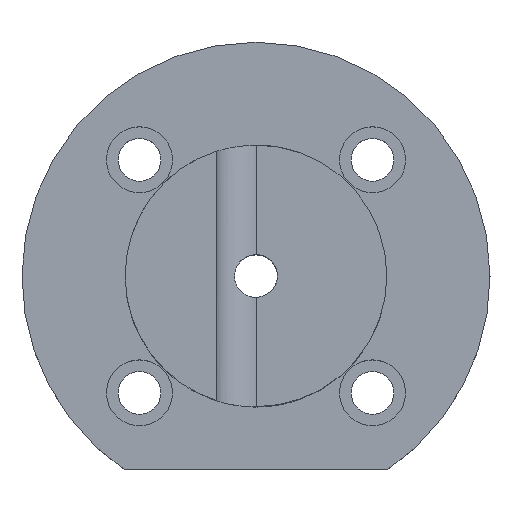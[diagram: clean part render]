
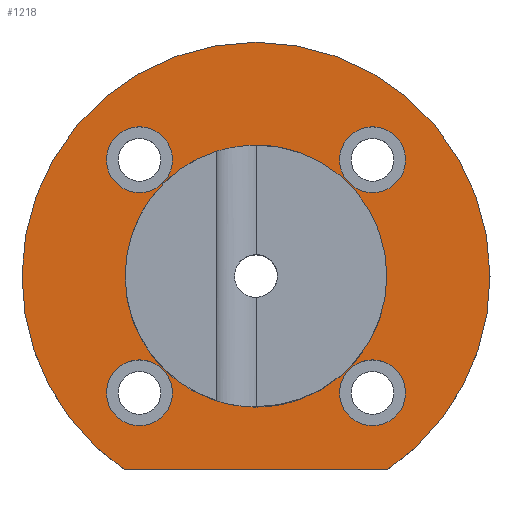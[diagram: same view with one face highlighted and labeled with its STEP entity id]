
A CAD part, top view. The second image highlights one B-rep face of the part: STEP entity #1218.
In plain terms, the highlighted planar face has unit normal (0, 0, 1).
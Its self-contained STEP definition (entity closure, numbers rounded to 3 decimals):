
#24 = CARTESIAN_POINT ( 'NONE',  ( 0., 0., 5. ) ) ;
#42 = ORIENTED_EDGE ( 'NONE', *, *, #671, .F. ) ;
#47 = AXIS2_PLACEMENT_3D ( 'NONE', #765, #1196, #1008 ) ;
#48 = CARTESIAN_POINT ( 'NONE',  ( -12.678, 17.678, 5. ) ) ;
#59 = CARTESIAN_POINT ( 'NONE',  ( 22.678, 17.678, 5. ) ) ;
#72 = DIRECTION ( 'NONE',  ( 0., 0., 1. ) ) ;
#73 = DIRECTION ( 'NONE',  ( 1., 0., 0. ) ) ;
#77 = VERTEX_POINT ( 'NONE', #336 ) ;
#87 = FACE_BOUND ( 'NONE', #222, .T. ) ;
#97 = FACE_OUTER_BOUND ( 'NONE', #1086, .T. ) ;
#104 = VERTEX_POINT ( 'NONE', #346 ) ;
#121 = CIRCLE ( 'NONE', #47, 5. ) ;
#127 = EDGE_CURVE ( 'NONE', #77, #747, #1318, .T. ) ;
#128 = CARTESIAN_POINT ( 'NONE',  ( 17.678, 17.678, 5. ) ) ;
#132 = DIRECTION ( 'NONE',  ( 0., 0., 1. ) ) ;
#136 = EDGE_LOOP ( 'NONE', ( #863, #432 ) ) ;
#154 = VERTEX_POINT ( 'NONE', #1036 ) ;
#155 = AXIS2_PLACEMENT_3D ( 'NONE', #199, #525, #970 ) ;
#175 = EDGE_LOOP ( 'NONE', ( #743, #909 ) ) ;
#177 = CARTESIAN_POINT ( 'NONE',  ( 0., 0., 5. ) ) ;
#178 = AXIS2_PLACEMENT_3D ( 'NONE', #981, #748, #340 ) ;
#198 = VERTEX_POINT ( 'NONE', #282 ) ;
#199 = CARTESIAN_POINT ( 'NONE',  ( 17.678, -17.678, 5. ) ) ;
#204 = VERTEX_POINT ( 'NONE', #48 ) ;
#217 = ORIENTED_EDGE ( 'NONE', *, *, #127, .T. ) ;
#222 = EDGE_LOOP ( 'NONE', ( #536, #1247 ) ) ;
#245 = EDGE_CURVE ( 'NONE', #1045, #198, #500, .T. ) ;
#258 = VERTEX_POINT ( 'NONE', #1398 ) ;
#272 = CARTESIAN_POINT ( 'NONE',  ( -17.678, -17.678, 5. ) ) ;
#275 = CIRCLE ( 'NONE', #1339, 5. ) ;
#282 = CARTESIAN_POINT ( 'NONE',  ( 19.85, 0., 5. ) ) ;
#287 = CARTESIAN_POINT ( 'NONE',  ( 35.5, 0., 5. ) ) ;
#302 = VERTEX_POINT ( 'NONE', #431 ) ;
#304 = DIRECTION ( 'NONE',  ( 1., 0., 0. ) ) ;
#308 = FACE_BOUND ( 'NONE', #1249, .T. ) ;
#316 = EDGE_LOOP ( 'NONE', ( #567, #42 ) ) ;
#325 = VERTEX_POINT ( 'NONE', #534 ) ;
#336 = CARTESIAN_POINT ( 'NONE',  ( 20., -29.33, 5. ) ) ;
#340 = DIRECTION ( 'NONE',  ( 1., 0., 0. ) ) ;
#346 = CARTESIAN_POINT ( 'NONE',  ( -35.5, 0., 5. ) ) ;
#353 = DIRECTION ( 'NONE',  ( 1., 0., 0. ) ) ;
#404 = CARTESIAN_POINT ( 'NONE',  ( 17.678, -17.678, 5. ) ) ;
#406 = EDGE_CURVE ( 'NONE', #77, #154, #974, .T. ) ;
#431 = CARTESIAN_POINT ( 'NONE',  ( -12.678, -17.678, 5. ) ) ;
#432 = ORIENTED_EDGE ( 'NONE', *, *, #1229, .F. ) ;
#442 = VERTEX_POINT ( 'NONE', #462 ) ;
#449 = EDGE_CURVE ( 'NONE', #747, #104, #1155, .T. ) ;
#453 = CARTESIAN_POINT ( 'NONE',  ( -17.678, -17.678, 5. ) ) ;
#457 = CARTESIAN_POINT ( 'NONE',  ( -19.85, 0., 5. ) ) ;
#460 = AXIS2_PLACEMENT_3D ( 'NONE', #616, #1248, #1051 ) ;
#462 = CARTESIAN_POINT ( 'NONE',  ( -22.678, 17.678, 5. ) ) ;
#480 = CIRCLE ( 'NONE', #523, 35.5 ) ;
#498 = DIRECTION ( 'NONE',  ( 1., 0., 0. ) ) ;
#500 = CIRCLE ( 'NONE', #460, 19.85 ) ;
#504 = EDGE_CURVE ( 'NONE', #668, #258, #275, .T. ) ;
#506 = DIRECTION ( 'NONE',  ( 1., 0., 0. ) ) ;
#509 = CARTESIAN_POINT ( 'NONE',  ( 12.678, -17.678, 5. ) ) ;
#514 = ORIENTED_EDGE ( 'NONE', *, *, #406, .F. ) ;
#523 = AXIS2_PLACEMENT_3D ( 'NONE', #892, #132, #1219 ) ;
#525 = DIRECTION ( 'NONE',  ( 0., 0., 1. ) ) ;
#534 = CARTESIAN_POINT ( 'NONE',  ( 22.678, -17.678, 5. ) ) ;
#536 = ORIENTED_EDGE ( 'NONE', *, *, #977, .F. ) ;
#537 = EDGE_CURVE ( 'NONE', #104, #154, #480, .T. ) ;
#565 = VERTEX_POINT ( 'NONE', #509 ) ;
#567 = ORIENTED_EDGE ( 'NONE', *, *, #1020, .F. ) ;
#615 = AXIS2_PLACEMENT_3D ( 'NONE', #1343, #1226, #698 ) ;
#616 = CARTESIAN_POINT ( 'NONE',  ( 0., 0., 5. ) ) ;
#624 = PLANE ( 'NONE',  #959 ) ;
#639 = CIRCLE ( 'NONE', #1075, 5. ) ;
#653 = EDGE_CURVE ( 'NONE', #198, #1045, #704, .T. ) ;
#668 = VERTEX_POINT ( 'NONE', #59 ) ;
#671 = EDGE_CURVE ( 'NONE', #1176, #302, #1076, .T. ) ;
#688 = ORIENTED_EDGE ( 'NONE', *, *, #653, .F. ) ;
#698 = DIRECTION ( 'NONE',  ( 1., 0., 0. ) ) ;
#704 = CIRCLE ( 'NONE', #615, 19.85 ) ;
#743 = ORIENTED_EDGE ( 'NONE', *, *, #504, .F. ) ;
#747 = VERTEX_POINT ( 'NONE', #287 ) ;
#748 = DIRECTION ( 'NONE',  ( 0., 0., 1. ) ) ;
#765 = CARTESIAN_POINT ( 'NONE',  ( -17.678, 17.678, 5. ) ) ;
#786 = ORIENTED_EDGE ( 'NONE', *, *, #537, .T. ) ;
#793 = CIRCLE ( 'NONE', #155, 5. ) ;
#818 = EDGE_CURVE ( 'NONE', #325, #565, #639, .T. ) ;
#833 = CIRCLE ( 'NONE', #1204, 5. ) ;
#839 = VECTOR ( 'NONE', #968, 1000. ) ;
#842 = AXIS2_PLACEMENT_3D ( 'NONE', #24, #1099, #353 ) ;
#846 = DIRECTION ( 'NONE',  ( 1., 0., 0. ) ) ;
#856 = ORIENTED_EDGE ( 'NONE', *, *, #449, .T. ) ;
#863 = ORIENTED_EDGE ( 'NONE', *, *, #818, .F. ) ;
#889 = DIRECTION ( 'NONE',  ( 0., 0., 1. ) ) ;
#892 = CARTESIAN_POINT ( 'NONE',  ( 0., 0., 5. ) ) ;
#909 = ORIENTED_EDGE ( 'NONE', *, *, #1273, .F. ) ;
#950 = FACE_BOUND ( 'NONE', #175, .T. ) ;
#959 = AXIS2_PLACEMENT_3D ( 'NONE', #1061, #960, #846 ) ;
#960 = DIRECTION ( 'NONE',  ( 0., 0., 1. ) ) ;
#968 = DIRECTION ( 'NONE',  ( -1., 0., 0. ) ) ;
#970 = DIRECTION ( 'NONE',  ( 1., 0., 0. ) ) ;
#974 = LINE ( 'NONE', #1067, #839 ) ;
#977 = EDGE_CURVE ( 'NONE', #204, #442, #121, .T. ) ;
#981 = CARTESIAN_POINT ( 'NONE',  ( -17.678, 17.678, 5. ) ) ;
#997 = DIRECTION ( 'NONE',  ( 1., 0., 0. ) ) ;
#1008 = DIRECTION ( 'NONE',  ( 1., 0., 0. ) ) ;
#1020 = EDGE_CURVE ( 'NONE', #302, #1176, #833, .T. ) ;
#1036 = CARTESIAN_POINT ( 'NONE',  ( -20., -29.33, 5. ) ) ;
#1043 = AXIS2_PLACEMENT_3D ( 'NONE', #1269, #72, #304 ) ;
#1045 = VERTEX_POINT ( 'NONE', #457 ) ;
#1051 = DIRECTION ( 'NONE',  ( 1., 0., 0. ) ) ;
#1061 = CARTESIAN_POINT ( 'NONE',  ( 0., 0., 5. ) ) ;
#1067 = CARTESIAN_POINT ( 'NONE',  ( -20., -29.33, 5. ) ) ;
#1070 = FACE_BOUND ( 'NONE', #136, .T. ) ;
#1075 = AXIS2_PLACEMENT_3D ( 'NONE', #404, #1373, #73 ) ;
#1076 = CIRCLE ( 'NONE', #1402, 5. ) ;
#1086 = EDGE_LOOP ( 'NONE', ( #514, #217, #856, #786 ) ) ;
#1097 = AXIS2_PLACEMENT_3D ( 'NONE', #177, #1357, #506 ) ;
#1099 = DIRECTION ( 'NONE',  ( 0., 0., 1. ) ) ;
#1154 = CARTESIAN_POINT ( 'NONE',  ( -22.678, -17.678, 5. ) ) ;
#1155 = CIRCLE ( 'NONE', #842, 35.5 ) ;
#1176 = VERTEX_POINT ( 'NONE', #1154 ) ;
#1196 = DIRECTION ( 'NONE',  ( 0., 0., 1. ) ) ;
#1204 = AXIS2_PLACEMENT_3D ( 'NONE', #453, #889, #1317 ) ;
#1218 = ADVANCED_FACE ( 'NONE', ( #97, #950, #1070, #1266, #87, #308 ), #624, .T. ) ;
#1219 = DIRECTION ( 'NONE',  ( 1., 0., 0. ) ) ;
#1223 = DIRECTION ( 'NONE',  ( 0., 0., 1. ) ) ;
#1226 = DIRECTION ( 'NONE',  ( 0., 0., 1. ) ) ;
#1229 = EDGE_CURVE ( 'NONE', #565, #325, #793, .T. ) ;
#1245 = DIRECTION ( 'NONE',  ( 0., 0., 1. ) ) ;
#1247 = ORIENTED_EDGE ( 'NONE', *, *, #1323, .F. ) ;
#1248 = DIRECTION ( 'NONE',  ( 0., 0., 1. ) ) ;
#1249 = EDGE_LOOP ( 'NONE', ( #1267, #688 ) ) ;
#1261 = CIRCLE ( 'NONE', #1043, 5. ) ;
#1266 = FACE_BOUND ( 'NONE', #316, .T. ) ;
#1267 = ORIENTED_EDGE ( 'NONE', *, *, #245, .F. ) ;
#1269 = CARTESIAN_POINT ( 'NONE',  ( 17.678, 17.678, 5. ) ) ;
#1273 = EDGE_CURVE ( 'NONE', #258, #668, #1261, .T. ) ;
#1317 = DIRECTION ( 'NONE',  ( 1., 0., 0. ) ) ;
#1318 = CIRCLE ( 'NONE', #1097, 35.5 ) ;
#1323 = EDGE_CURVE ( 'NONE', #442, #204, #1397, .T. ) ;
#1339 = AXIS2_PLACEMENT_3D ( 'NONE', #128, #1223, #997 ) ;
#1343 = CARTESIAN_POINT ( 'NONE',  ( 0., 0., 5. ) ) ;
#1357 = DIRECTION ( 'NONE',  ( 0., 0., 1. ) ) ;
#1373 = DIRECTION ( 'NONE',  ( 0., 0., 1. ) ) ;
#1397 = CIRCLE ( 'NONE', #178, 5. ) ;
#1398 = CARTESIAN_POINT ( 'NONE',  ( 12.678, 17.678, 5. ) ) ;
#1402 = AXIS2_PLACEMENT_3D ( 'NONE', #272, #1245, #498 ) ;
